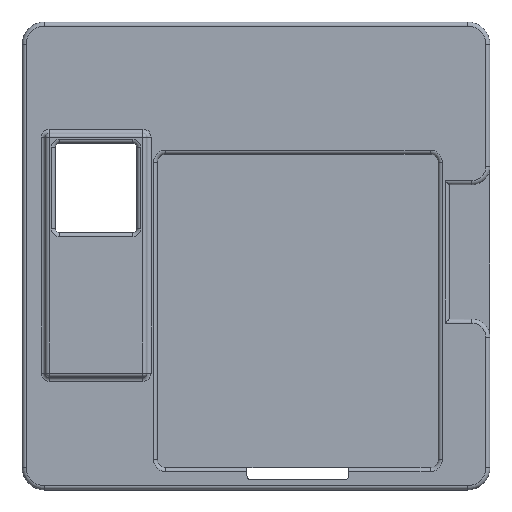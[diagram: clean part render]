
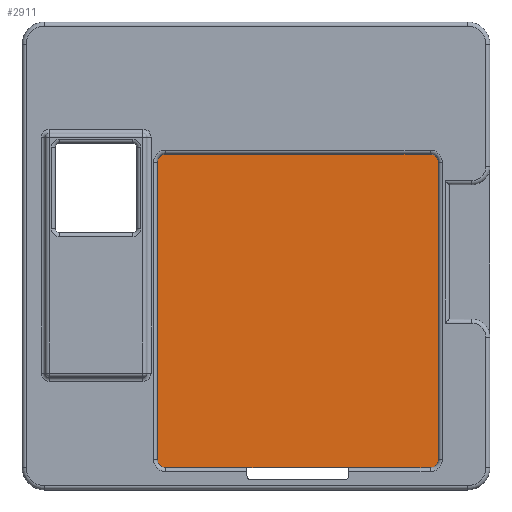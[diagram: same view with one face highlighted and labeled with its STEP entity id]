
A CAD part, top view. The second image highlights one B-rep face of the part: STEP entity #2911.
In plain terms, the highlighted planar face has unit normal (0, 0, 1).
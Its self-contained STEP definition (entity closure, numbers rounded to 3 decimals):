
#261=FACE_OUTER_BOUND('',#446,.T.);
#446=EDGE_LOOP('',(#2367,#2368,#2369,#2370,#2371,#2372,#2373,#2374,#2375,
#2376));
#558=LINE('',#4379,#802);
#565=LINE('',#4398,#809);
#570=LINE('',#4407,#814);
#663=LINE('',#4730,#907);
#666=LINE('',#4738,#910);
#699=LINE('',#4863,#943);
#802=VECTOR('',#3408,10.);
#809=VECTOR('',#3427,10.);
#814=VECTOR('',#3434,10.);
#907=VECTOR('',#3777,10.);
#910=VECTOR('',#3786,10.);
#943=VECTOR('',#3949,10.);
#1109=CIRCLE('',#3156,2.);
#1110=CIRCLE('',#3159,2.);
#1138=CIRCLE('',#3222,2.);
#1139=CIRCLE('',#3224,2.);
#1213=VERTEX_POINT('',#4356);
#1221=VERTEX_POINT('',#4378);
#1227=VERTEX_POINT('',#4397);
#1230=VERTEX_POINT('',#4405);
#1333=VERTEX_POINT('',#4722);
#1334=VERTEX_POINT('',#4724);
#1335=VERTEX_POINT('',#4728);
#1336=VERTEX_POINT('',#4732);
#1337=VERTEX_POINT('',#4736);
#1364=VERTEX_POINT('',#4859);
#1485=EDGE_CURVE('',#1213,#1221,#558,.T.);
#1495=EDGE_CURVE('',#1221,#1227,#565,.T.);
#1500=EDGE_CURVE('',#1230,#1213,#570,.T.);
#1659=EDGE_CURVE('',#1333,#1334,#1109,.T.);
#1662=EDGE_CURVE('',#1335,#1333,#663,.T.);
#1664=EDGE_CURVE('',#1336,#1335,#1110,.T.);
#1666=EDGE_CURVE('',#1337,#1336,#666,.T.);
#1725=EDGE_CURVE('',#1227,#1337,#1138,.T.);
#1727=EDGE_CURVE('',#1364,#1230,#1139,.T.);
#1728=EDGE_CURVE('',#1334,#1364,#699,.T.);
#2367=ORIENTED_EDGE('',*,*,#1664,.F.);
#2368=ORIENTED_EDGE('',*,*,#1666,.F.);
#2369=ORIENTED_EDGE('',*,*,#1725,.F.);
#2370=ORIENTED_EDGE('',*,*,#1495,.F.);
#2371=ORIENTED_EDGE('',*,*,#1485,.F.);
#2372=ORIENTED_EDGE('',*,*,#1500,.F.);
#2373=ORIENTED_EDGE('',*,*,#1727,.F.);
#2374=ORIENTED_EDGE('',*,*,#1728,.F.);
#2375=ORIENTED_EDGE('',*,*,#1659,.F.);
#2376=ORIENTED_EDGE('',*,*,#1662,.F.);
#2770=PLANE('',#3226);
#2911=ADVANCED_FACE('',(#261),#2770,.T.);
#3156=AXIS2_PLACEMENT_3D('',#4725,#3771,#3772);
#3159=AXIS2_PLACEMENT_3D('',#4734,#3781,#3782);
#3222=AXIS2_PLACEMENT_3D('',#4857,#3940,#3941);
#3224=AXIS2_PLACEMENT_3D('',#4861,#3945,#3946);
#3226=AXIS2_PLACEMENT_3D('',#4864,#3950,#3951);
#3408=DIRECTION('',(-1.,0.,0.));
#3427=DIRECTION('',(-1.,0.,0.));
#3434=DIRECTION('',(-1.,0.,0.));
#3771=DIRECTION('center_axis',(0.,0.,-1.));
#3772=DIRECTION('ref_axis',(1.,0.,0.));
#3777=DIRECTION('',(1.,0.,0.));
#3781=DIRECTION('center_axis',(0.,0.,-1.));
#3782=DIRECTION('ref_axis',(0.,1.,0.));
#3786=DIRECTION('',(0.,1.,0.));
#3940=DIRECTION('center_axis',(0.,0.,-1.));
#3941=DIRECTION('ref_axis',(-1.,0.,0.));
#3945=DIRECTION('center_axis',(0.,0.,-1.));
#3946=DIRECTION('ref_axis',(0.,-1.,0.));
#3949=DIRECTION('',(0.,-1.,0.));
#3950=DIRECTION('center_axis',(0.,0.,1.));
#3951=DIRECTION('ref_axis',(1.,0.,0.));
#4356=CARTESIAN_POINT('',(74.778,-37.02,15.5));
#4378=CARTESIAN_POINT('',(49.778,-37.02,15.5));
#4379=CARTESIAN_POINT('',(94.778,-37.02,15.5));
#4397=CARTESIAN_POINT('',(29.778,-37.02,15.5));
#4398=CARTESIAN_POINT('',(94.778,-37.02,15.5));
#4405=CARTESIAN_POINT('',(94.778,-37.02,15.5));
#4407=CARTESIAN_POINT('',(94.778,-37.02,15.5));
#4722=CARTESIAN_POINT('',(94.778,39.98,15.5));
#4724=CARTESIAN_POINT('',(96.778,37.98,15.5));
#4725=CARTESIAN_POINT('Origin',(94.778,37.98,15.5));
#4728=CARTESIAN_POINT('',(29.778,39.98,15.5));
#4730=CARTESIAN_POINT('',(29.778,39.98,15.5));
#4732=CARTESIAN_POINT('',(27.778,37.98,15.5));
#4734=CARTESIAN_POINT('Origin',(29.778,37.98,15.5));
#4736=CARTESIAN_POINT('',(27.778,-35.02,15.5));
#4738=CARTESIAN_POINT('',(27.778,-35.02,15.5));
#4857=CARTESIAN_POINT('Origin',(29.778,-35.02,15.5));
#4859=CARTESIAN_POINT('',(96.778,-35.02,15.5));
#4861=CARTESIAN_POINT('Origin',(94.778,-35.02,15.5));
#4863=CARTESIAN_POINT('',(96.778,37.98,15.5));
#4864=CARTESIAN_POINT('Origin',(62.278,1.48,15.5));
